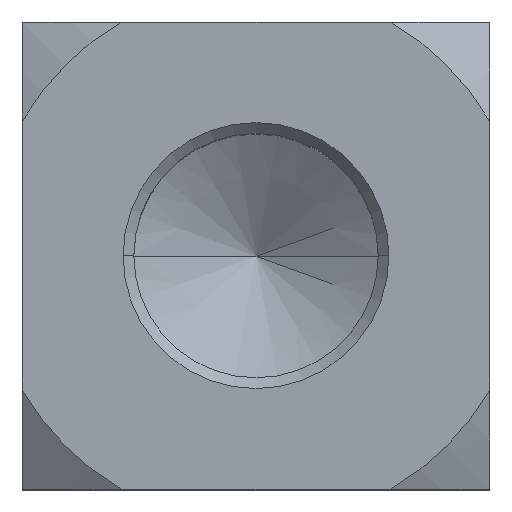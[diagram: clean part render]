
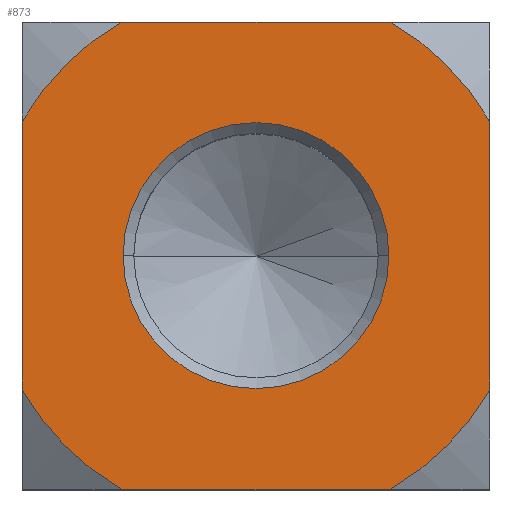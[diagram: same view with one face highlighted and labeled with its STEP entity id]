
A CAD part, top view. The second image highlights one B-rep face of the part: STEP entity #873.
In plain terms, the highlighted planar face has unit normal (0, 0, 1).
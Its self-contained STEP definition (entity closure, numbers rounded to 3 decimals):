
#34 = EDGE_LOOP ( 'NONE', ( #2596, #2597 ) ) ;
#38 = EDGE_LOOP ( 'NONE', ( #2598, #2599, #2600, #2601, #2602, #2603, #2604, #2605 ) ) ;
#873 = ADVANCED_FACE ( 'NONE', ( #3188, #3183 ), #3189, .T. ) ;
#1640 = CARTESIAN_POINT ( 'NONE',  ( 0., 0., 13.5 ) ) ;
#1641 = DIRECTION ( 'NONE',  ( 0., 0., 1. ) ) ;
#1642 = DIRECTION ( 'NONE',  ( 1., 0., 0. ) ) ;
#1644 = CARTESIAN_POINT ( 'NONE',  ( 0., 0., 13.5 ) ) ;
#1645 = DIRECTION ( 'NONE',  ( 0., 0., -1. ) ) ;
#1646 = DIRECTION ( 'NONE',  ( 1., 0., 0. ) ) ;
#1653 = LINE ( 'NONE', #1654, #3676 ) ;
#1654 = CARTESIAN_POINT ( 'NONE',  ( -6.5, 6.5, 13.5 ) ) ;
#1655 = CARTESIAN_POINT ( 'NONE',  ( 0., 0., 13.5 ) ) ;
#1656 = DIRECTION ( 'NONE',  ( 0., 0., -1. ) ) ;
#1657 = DIRECTION ( 'NONE',  ( -1., 0., 0. ) ) ;
#1659 = CARTESIAN_POINT ( 'NONE',  ( 0., 0., 13.5 ) ) ;
#1660 = DIRECTION ( 'NONE',  ( 0., 0., 1. ) ) ;
#1661 = DIRECTION ( 'NONE',  ( 1., 0., 0. ) ) ;
#1662 = DIRECTION ( 'NONE',  ( -1., 0., 0. ) ) ;
#2041 = LINE ( 'NONE', #2046, #3630 ) ;
#2046 = CARTESIAN_POINT ( 'NONE',  ( 6.5, 6.5, 13.5 ) ) ;
#2048 = DIRECTION ( 'NONE',  ( 0., 1., 0. ) ) ;
#2149 = CARTESIAN_POINT ( 'NONE',  ( 0., 0., 13.5 ) ) ;
#2150 = DIRECTION ( 'NONE',  ( 0., 0., 1. ) ) ;
#2151 = DIRECTION ( 'NONE',  ( 1., 0., 0. ) ) ;
#2318 = LINE ( 'NONE', #2338, #3554 ) ;
#2320 = CARTESIAN_POINT ( 'NONE',  ( 0., 0., 13.5 ) ) ;
#2321 = DIRECTION ( 'NONE',  ( 0., 0., -1. ) ) ;
#2322 = DIRECTION ( 'NONE',  ( 1., 0., 0. ) ) ;
#2332 = LINE ( 'NONE', #2340, #3555 ) ;
#2338 = CARTESIAN_POINT ( 'NONE',  ( -6.5, -6.5, 13.5 ) ) ;
#2339 = DIRECTION ( 'NONE',  ( 1., 0., 0. ) ) ;
#2340 = CARTESIAN_POINT ( 'NONE',  ( -6.5, 6.5, 13.5 ) ) ;
#2341 = DIRECTION ( 'NONE',  ( 0., -1., 0. ) ) ;
#2480 = VERTEX_POINT ( 'NONE', #3244 ) ;
#2481 = VERTEX_POINT ( 'NONE', #3245 ) ;
#2484 = VERTEX_POINT ( 'NONE', #3248 ) ;
#2485 = VERTEX_POINT ( 'NONE', #3249 ) ;
#2488 = VERTEX_POINT ( 'NONE', #3252 ) ;
#2489 = VERTEX_POINT ( 'NONE', #3253 ) ;
#2491 = VERTEX_POINT ( 'NONE', #3255 ) ;
#2494 = VERTEX_POINT ( 'NONE', #3258 ) ;
#2495 = VERTEX_POINT ( 'NONE', #3259 ) ;
#2499 = VERTEX_POINT ( 'NONE', #3263 ) ;
#2596 = ORIENTED_EDGE ( 'NONE', *, *, #5230, .T. ) ;
#2597 = ORIENTED_EDGE ( 'NONE', *, *, #5399, .T. ) ;
#2598 = ORIENTED_EDGE ( 'NONE', *, *, #5361, .T. ) ;
#2599 = ORIENTED_EDGE ( 'NONE', *, *, #5398, .T. ) ;
#2600 = ORIENTED_EDGE ( 'NONE', *, *, #5404, .T. ) ;
#2601 = ORIENTED_EDGE ( 'NONE', *, *, #5402, .F. ) ;
#2602 = ORIENTED_EDGE ( 'NONE', *, *, #5237, .T. ) ;
#2603 = ORIENTED_EDGE ( 'NONE', *, *, #5403, .T. ) ;
#2604 = ORIENTED_EDGE ( 'NONE', *, *, #5236, .T. ) ;
#2605 = ORIENTED_EDGE ( 'NONE', *, *, #5394, .T. ) ;
#3181 = CARTESIAN_POINT ( 'NONE',  ( -6.5, -6.5, 13.5 ) ) ;
#3183 = FACE_OUTER_BOUND ( 'NONE', #38, .T. ) ;
#3188 = FACE_BOUND ( 'NONE', #34, .T. ) ;
#3189 = PLANE ( 'NONE',  #3530 ) ;
#3191 = DIRECTION ( 'NONE',  ( 0., 0., 1. ) ) ;
#3192 = DIRECTION ( 'NONE',  ( 1., 0., 0. ) ) ;
#3244 = CARTESIAN_POINT ( 'NONE',  ( -3.742, 6.5, 13.5 ) ) ;
#3245 = CARTESIAN_POINT ( 'NONE',  ( 6.5, 3.742, 13.5 ) ) ;
#3248 = CARTESIAN_POINT ( 'NONE',  ( 3.742, 6.5, 13.5 ) ) ;
#3249 = CARTESIAN_POINT ( 'NONE',  ( 3.742, -6.5, 13.5 ) ) ;
#3252 = CARTESIAN_POINT ( 'NONE',  ( -3.742, -6.5, 13.5 ) ) ;
#3253 = CARTESIAN_POINT ( 'NONE',  ( 6.5, -3.742, 13.5 ) ) ;
#3255 = CARTESIAN_POINT ( 'NONE',  ( -6.5, -3.742, 13.5 ) ) ;
#3258 = CARTESIAN_POINT ( 'NONE',  ( -3.7, 0., 13.5 ) ) ;
#3259 = CARTESIAN_POINT ( 'NONE',  ( 3.7, 0., 13.5 ) ) ;
#3263 = CARTESIAN_POINT ( 'NONE',  ( -6.5, 3.742, 13.5 ) ) ;
#3530 = AXIS2_PLACEMENT_3D ( 'NONE', #3181, #3191, #3192 ) ;
#3547 = CIRCLE ( 'NONE', #3551, 3.7 ) ;
#3551 = AXIS2_PLACEMENT_3D ( 'NONE', #2320, #2321, #2322 ) ;
#3554 = VECTOR ( 'NONE', #2339, 1000. ) ;
#3555 = VECTOR ( 'NONE', #2341, 1000. ) ;
#3630 = VECTOR ( 'NONE', #2048, 1000. ) ;
#3664 = CIRCLE ( 'NONE', #3666, 7.5 ) ;
#3666 = AXIS2_PLACEMENT_3D ( 'NONE', #2149, #2150, #2151 ) ;
#3668 = CIRCLE ( 'NONE', #3672, 3.7 ) ;
#3669 = CIRCLE ( 'NONE', #3670, 7.5 ) ;
#3670 = AXIS2_PLACEMENT_3D ( 'NONE', #1640, #1641, #1642 ) ;
#3672 = AXIS2_PLACEMENT_3D ( 'NONE', #1644, #1645, #1646 ) ;
#3673 = CIRCLE ( 'NONE', #3677, 7.5 ) ;
#3674 = CIRCLE ( 'NONE', #3675, 7.5 ) ;
#3675 = AXIS2_PLACEMENT_3D ( 'NONE', #1655, #1656, #1657 ) ;
#3676 = VECTOR ( 'NONE', #1662, 1000. ) ;
#3677 = AXIS2_PLACEMENT_3D ( 'NONE', #1659, #1660, #1661 ) ;
#5230 = EDGE_CURVE ( 'NONE', #2495, #2494, #3547, .T. ) ;
#5236 = EDGE_CURVE ( 'NONE', #2488, #2485, #2318, .T. ) ;
#5237 = EDGE_CURVE ( 'NONE', #2499, #2491, #2332, .T. ) ;
#5361 = EDGE_CURVE ( 'NONE', #2489, #2481, #2041, .T. ) ;
#5394 = EDGE_CURVE ( 'NONE', #2485, #2489, #3664, .T. ) ;
#5398 = EDGE_CURVE ( 'NONE', #2481, #2484, #3669, .T. ) ;
#5399 = EDGE_CURVE ( 'NONE', #2494, #2495, #3668, .T. ) ;
#5402 = EDGE_CURVE ( 'NONE', #2499, #2480, #3674, .T. ) ;
#5403 = EDGE_CURVE ( 'NONE', #2491, #2488, #3673, .T. ) ;
#5404 = EDGE_CURVE ( 'NONE', #2484, #2480, #1653, .T. ) ;
